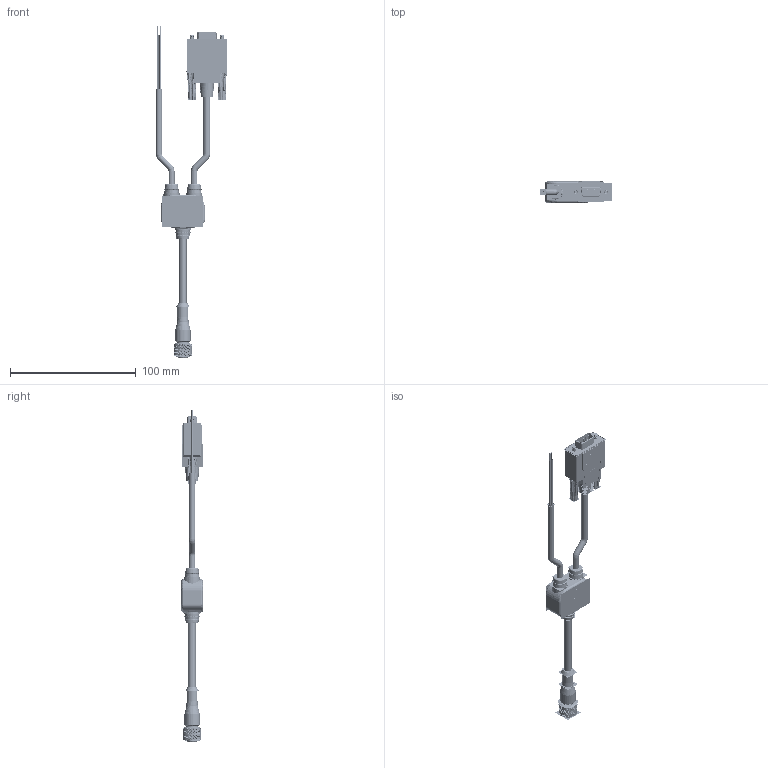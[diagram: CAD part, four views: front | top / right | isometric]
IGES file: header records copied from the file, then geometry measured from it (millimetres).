
Start section:  PTC IGES file: 243568_sm01.igs
Global section: file name: 243568_sm01.igs; native system: Creo Parametric by PTC Inc.; preprocessor: 2022414; author: banengservice; organization: Unknown; date: 20240719.101147; units: millimetre
Bounding box: 57.6 x 17.27 x 264.44 mm (x, y, z)
Volume: 41462.9 mm3; surface area: 82616.7 mm2
Topology: 1 solids, 73 shells, 10754 faces, 48058 edges, 57236 vertices
Faces by surface type: bspline 8660, revolution 2094
